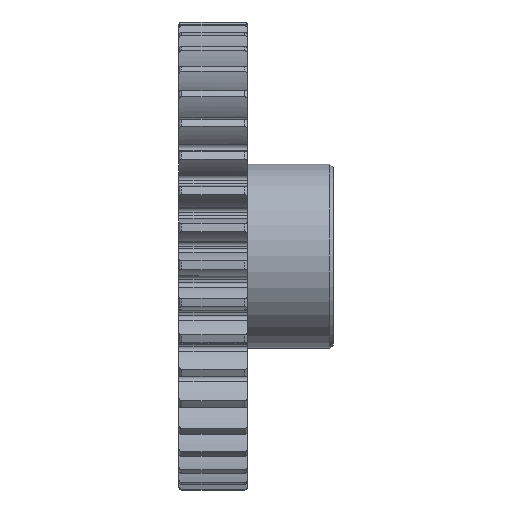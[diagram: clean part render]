
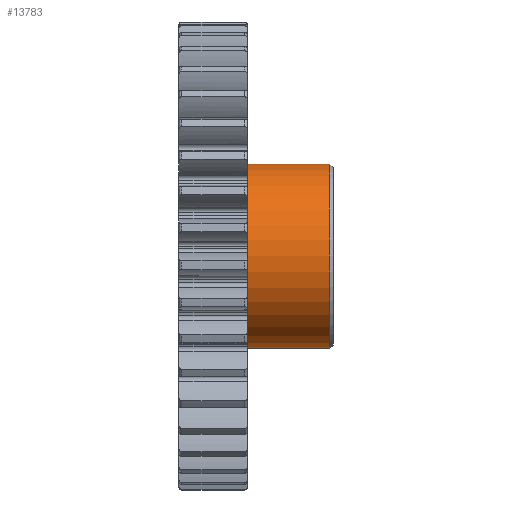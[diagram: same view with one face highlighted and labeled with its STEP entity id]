
A CAD part, top view. The second image highlights one B-rep face of the part: STEP entity #13783.
In plain terms, the highlighted cylindrical face has radius 8.533 mm (diameter 17.066 mm), a partial arc.
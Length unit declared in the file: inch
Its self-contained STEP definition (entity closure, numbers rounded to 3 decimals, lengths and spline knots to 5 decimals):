
#6035=CARTESIAN_POINT('',(0.0625,0.,0.));
#6036=DIRECTION('',(-1.,0.,0.));
#6037=DIRECTION('',(0.,0.,-1.));
#6038=AXIS2_PLACEMENT_3D('',#6035,#6036,#6037);
#6055=DIRECTION('',(-1.,0.,0.));
#6056=VECTOR('',#6055,0.0625);
#6057=CARTESIAN_POINT('',(0.125,0.,-0.33594));
#6058=LINE('',#6057,#6056);
#6059=CARTESIAN_POINT('',(0.125,0.,0.));
#6060=DIRECTION('',(1.,0.,0.));
#6061=DIRECTION('',(0.,1.,0.));
#6062=AXIS2_PLACEMENT_3D('',#6059,#6060,#6061);
#6064=CARTESIAN_POINT('',(0.42578,0.,0.));
#6065=DIRECTION('',(1.,0.,0.));
#6066=DIRECTION('',(0.,1.,0.));
#6067=AXIS2_PLACEMENT_3D('',#6064,#6065,#6066);
#6069=DIRECTION('',(-1.,0.,0.));
#6070=VECTOR('',#6069,0.30078);
#6071=CARTESIAN_POINT('',(0.42578,0.33594,0.));
#6072=LINE('',#6071,#6070);
#6073=DIRECTION('',(-1.,0.,0.));
#6074=VECTOR('',#6073,0.0625);
#6075=CARTESIAN_POINT('',(0.125,0.,0.33594));
#6076=LINE('',#6075,#6074);
#6077=CARTESIAN_POINT('',(0.125,0.,0.));
#6078=DIRECTION('',(1.,0.,0.));
#6079=DIRECTION('',(0.,-1.,0.));
#6080=AXIS2_PLACEMENT_3D('',#6077,#6078,#6079);
#6082=DIRECTION('',(-1.,0.,0.));
#6083=VECTOR('',#6082,0.30078);
#6084=CARTESIAN_POINT('',(0.42578,-0.33594,0.));
#6085=LINE('',#6084,#6083);
#7344=CARTESIAN_POINT('',(0.42578,0.33594,0.));
#7346=VERTEX_POINT('',#7344);
#7348=CARTESIAN_POINT('',(0.42578,-0.33594,0.));
#7350=VERTEX_POINT('',#7348);
#7351=CARTESIAN_POINT('',(0.0625,0.,-0.33594));
#7352=CARTESIAN_POINT('',(0.0625,0.,0.33594));
#7353=VERTEX_POINT('',#7351);
#7354=VERTEX_POINT('',#7352);
#7359=CARTESIAN_POINT('',(0.125,-0.33594,0.));
#7360=CARTESIAN_POINT('',(0.125,0.,-0.33594));
#7361=VERTEX_POINT('',#7359);
#7362=VERTEX_POINT('',#7360);
#7363=CARTESIAN_POINT('',(0.125,0.33594,0.));
#7364=CARTESIAN_POINT('',(0.125,0.,0.33594));
#7365=VERTEX_POINT('',#7363);
#7366=VERTEX_POINT('',#7364);
#13761=CARTESIAN_POINT('',(-0.02188,0.,0.));
#13762=DIRECTION('',(1.,0.,0.));
#13763=DIRECTION('',(0.,-1.,0.));
#13764=AXIS2_PLACEMENT_3D('',#13761,#13762,#13763);
#13765=CYLINDRICAL_SURFACE('',#13764,0.33594);
#13767=ORIENTED_EDGE('',*,*,#13766,.T.);
#13769=ORIENTED_EDGE('',*,*,#13768,.T.);
#13771=ORIENTED_EDGE('',*,*,#13770,.T.);
#13772=ORIENTED_EDGE('',*,*,#13754,.T.);
#13774=ORIENTED_EDGE('',*,*,#13773,.F.);
#13776=ORIENTED_EDGE('',*,*,#13775,.F.);
#13778=ORIENTED_EDGE('',*,*,#13777,.F.);
#13780=ORIENTED_EDGE('',*,*,#13779,.T.);
#13781=EDGE_LOOP('',(#13767,#13769,#13771,#13772,#13774,#13776,#13778,#13780));
#13782=FACE_OUTER_BOUND('',#13781,.F.);
#13783=ADVANCED_FACE('',(#13782),#13765,.T.);
#6039=CIRCLE('',#6038,0.33594);
#6063=CIRCLE('',#6062,0.33594);
#6068=CIRCLE('',#6067,0.33594);
#6081=CIRCLE('',#6080,0.33594);
#13754=EDGE_CURVE('',#7353,#7354,#6039,.T.);
#13766=EDGE_CURVE('',#7350,#7361,#6085,.T.);
#13768=EDGE_CURVE('',#7361,#7362,#6081,.T.);
#13770=EDGE_CURVE('',#7362,#7353,#6058,.T.);
#13773=EDGE_CURVE('',#7366,#7354,#6076,.T.);
#13775=EDGE_CURVE('',#7365,#7366,#6063,.T.);
#13777=EDGE_CURVE('',#7346,#7365,#6072,.T.);
#13779=EDGE_CURVE('',#7346,#7350,#6068,.T.);
